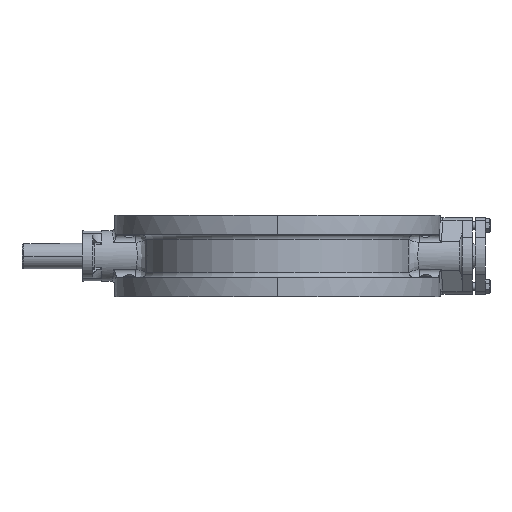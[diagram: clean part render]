
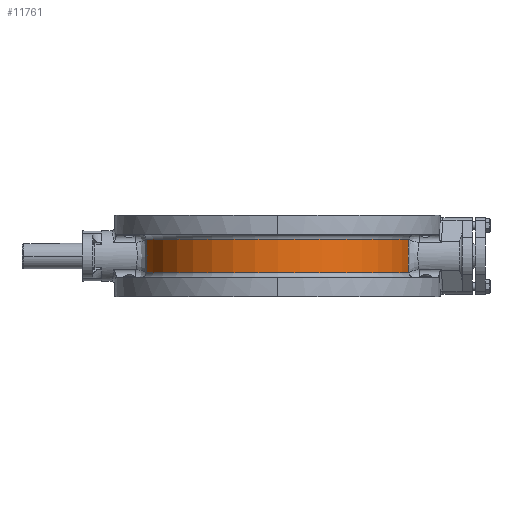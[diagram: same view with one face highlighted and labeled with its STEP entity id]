
A CAD part, front view. The second image highlights one B-rep face of the part: STEP entity #11761.
In plain terms, the highlighted cylindrical face has radius 335.756 mm (diameter 671.512 mm), a partial arc.
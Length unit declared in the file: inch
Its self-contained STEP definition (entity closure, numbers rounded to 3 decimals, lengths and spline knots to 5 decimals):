
#4664=CARTESIAN_POINT('',(0.,0.,1.625));
#4665=DIRECTION('',(0.,0.,-1.));
#4666=DIRECTION('',(0.976,-0.218,0.));
#4667=AXIS2_PLACEMENT_3D('',#4664,#4665,#4666);
#4702=CARTESIAN_POINT('',(-12.90078,-2.88188,
-1.625));
#4703=CARTESIAN_POINT('',(-12.89477,-2.90877,
-1.56983));
#4704=CARTESIAN_POINT('',(-12.8832,-2.95981,
-1.45796));
#4705=CARTESIAN_POINT('',(-12.86728,-3.02817,
-1.28531));
#4706=CARTESIAN_POINT('',(-12.85306,-3.08793,
-1.10864));
#4707=CARTESIAN_POINT('',(-12.8407,-3.13888,
-0.92853));
#4708=CARTESIAN_POINT('',(-12.83038,-3.18076,
-0.74564));
#4709=CARTESIAN_POINT('',(-12.82223,-3.2134,
-0.56065));
#4710=CARTESIAN_POINT('',(-12.81636,-3.23674,
-0.37425));
#4711=CARTESIAN_POINT('',(-12.8128,-3.25077,
-0.1869));
#4712=CARTESIAN_POINT('',(-12.81162,-3.2554,
0.00093));
#4713=CARTESIAN_POINT('',(-12.81283,-3.25065,
0.18877));
#4714=CARTESIAN_POINT('',(-12.8164,-3.23656,
0.37612));
#4715=CARTESIAN_POINT('',(-12.8223,-3.21314,
0.56251));
#4716=CARTESIAN_POINT('',(-12.83047,-3.18039,
0.74739));
#4717=CARTESIAN_POINT('',(-12.8408,-3.13846,
0.93008));
#4718=CARTESIAN_POINT('',(-12.85315,-3.08754,
1.10993));
#4719=CARTESIAN_POINT('',(-12.86736,-3.02783,
1.28623));
#4720=CARTESIAN_POINT('',(-12.88325,-2.95958,
1.45847));
#4721=CARTESIAN_POINT('',(-12.8948,-2.90866,
1.56997));
#4722=CARTESIAN_POINT('',(-12.90079,-2.88185,
1.625));
#4724=CARTESIAN_POINT('',(12.90087,-2.88148,1.625));
#4725=CARTESIAN_POINT('',(12.89492,-2.90811,1.57036));
#4726=CARTESIAN_POINT('',(12.88333,-2.95924,1.45968));
#4727=CARTESIAN_POINT('',(12.86751,-3.02719,1.28784));
#4728=CARTESIAN_POINT('',(12.85328,-3.08703,1.11165));
#4729=CARTESIAN_POINT('',(12.84089,-3.13808,
0.93165));
#4730=CARTESIAN_POINT('',(12.83054,-3.18012,
0.74868));
#4731=CARTESIAN_POINT('',(12.82234,-3.21296,
0.5636));
#4732=CARTESIAN_POINT('',(12.81642,-3.2365,
0.37699));
#4733=CARTESIAN_POINT('',(12.81283,-3.25064,
0.18942));
#4734=CARTESIAN_POINT('',(12.81162,-3.2554,
0.00142));
#4735=CARTESIAN_POINT('',(12.8128,-3.25079,
-0.18656));
#4736=CARTESIAN_POINT('',(12.81635,-3.23678,
-0.37406));
#4737=CARTESIAN_POINT('',(12.82223,-3.2134,
-0.56059));
#4738=CARTESIAN_POINT('',(12.83038,-3.18074,
-0.7457));
#4739=CARTESIAN_POINT('',(12.84071,-3.13883,
-0.92876));
#4740=CARTESIAN_POINT('',(12.85308,-3.08784,
-1.109));
#4741=CARTESIAN_POINT('',(12.86732,-3.02802,
-1.28571));
#4742=CARTESIAN_POINT('',(12.88322,-2.9597,
-1.4583));
#4743=CARTESIAN_POINT('',(12.89481,-2.90862,
-1.56993));
#4744=CARTESIAN_POINT('',(12.9008,-2.88178,-1.625));
#4756=CARTESIAN_POINT('',(0.,0.,-1.625));
#4757=DIRECTION('',(0.,0.,1.));
#4758=DIRECTION('',(-0.976,-0.218,0.));
#4759=AXIS2_PLACEMENT_3D('',#4756,#4757,#4758);
#6266=VERTEX_POINT('',#4702);
#6267=VERTEX_POINT('',#4722);
#6270=VERTEX_POINT('',#4724);
#6271=VERTEX_POINT('',#4744);
#11749=CARTESIAN_POINT('',(0.,0.,4.675));
#11750=DIRECTION('',(0.,0.,-1.));
#11751=DIRECTION('',(0.,-1.,0.));
#11752=AXIS2_PLACEMENT_3D('',#11749,#11750,#11751);
#11753=CYLINDRICAL_SURFACE('',#11752,13.21875);
#11755=ORIENTED_EDGE('',*,*,#11754,.F.);
#11756=ORIENTED_EDGE('',*,*,#11581,.T.);
#11757=ORIENTED_EDGE('',*,*,#11644,.F.);
#11758=ORIENTED_EDGE('',*,*,#11740,.T.);
#11759=EDGE_LOOP('',(#11755,#11756,#11757,#11758));
#11760=FACE_OUTER_BOUND('',#11759,.F.);
#11761=ADVANCED_FACE('',(#11760),#11753,.T.);
#4668=CIRCLE('',#4667,13.21875);
#4723=B_SPLINE_CURVE_WITH_KNOTS('',3,(#4702,#4703,#4704,#4705,#4706,#4707,#4708,
#4709,#4710,#4711,#4712,#4713,#4714,#4715,#4716,#4717,#4718,#4719,#4720,#4721,
#4722),.UNSPECIFIED.,.F.,.F.,(4,1,1,1,1,1,1,1,1,1,1,1,1,1,1,1,1,1,4),(0.,
0.05556,0.11111,0.16667,0.22222,
0.27778,0.33333,0.38889,0.44444,0.5,
0.55556,0.61111,0.66667,0.72222,
0.77778,0.83333,0.88889,0.94444,1.),
.UNSPECIFIED.);
#4745=B_SPLINE_CURVE_WITH_KNOTS('',3,(#4724,#4725,#4726,#4727,#4728,#4729,#4730,
#4731,#4732,#4733,#4734,#4735,#4736,#4737,#4738,#4739,#4740,#4741,#4742,#4743,
#4744),.UNSPECIFIED.,.F.,.F.,(4,1,1,1,1,1,1,1,1,1,1,1,1,1,1,1,1,1,4),(0.,
0.05556,0.11111,0.16667,0.22222,
0.27778,0.33333,0.38889,0.44444,0.5,
0.55556,0.61111,0.66667,0.72222,
0.77778,0.83333,0.88889,0.94444,1.),
.UNSPECIFIED.);
#4760=CIRCLE('',#4759,13.21875);
#11581=EDGE_CURVE('',#6266,#6267,#4723,.T.);
#11644=EDGE_CURVE('',#6270,#6267,#4668,.T.);
#11740=EDGE_CURVE('',#6270,#6271,#4745,.T.);
#11754=EDGE_CURVE('',#6266,#6271,#4760,.T.);
